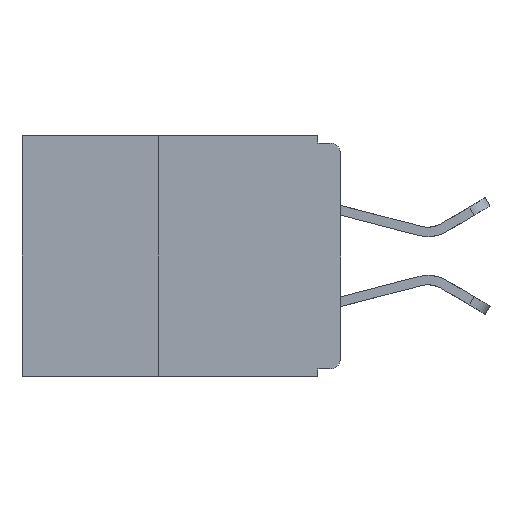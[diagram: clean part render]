
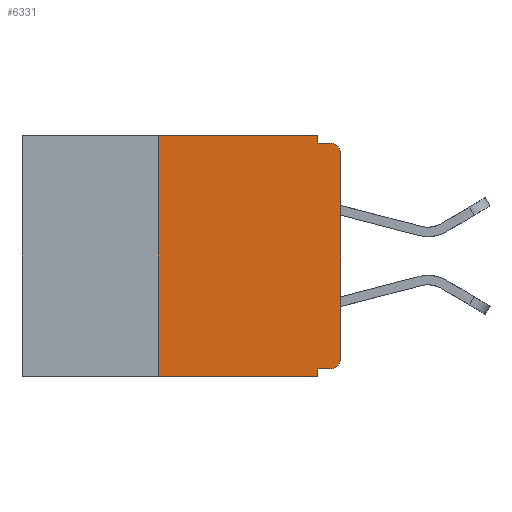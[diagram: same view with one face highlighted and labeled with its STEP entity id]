
A CAD part, left-side view. The second image highlights one B-rep face of the part: STEP entity #6331.
In plain terms, the highlighted planar face has unit normal (-1, 0, 0).
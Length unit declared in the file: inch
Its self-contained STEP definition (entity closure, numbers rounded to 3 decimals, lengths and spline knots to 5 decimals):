
#33 = DIRECTION ( 'NONE',  ( 0., 0., -1. ) ) ;
#34 = EDGE_CURVE ( 'NONE', #320, #11336, #9371, .T. ) ;
#169 = CARTESIAN_POINT ( 'NONE',  ( 0., 0.437, -0.33 ) ) ;
#320 = VERTEX_POINT ( 'NONE', #6466 ) ;
#554 = DIRECTION ( 'NONE',  ( -1., 0., 0. ) ) ;
#702 = CARTESIAN_POINT ( 'NONE',  ( 0., 0.015, -0.025 ) ) ;
#932 = VERTEX_POINT ( 'NONE', #4819 ) ;
#1071 = ORIENTED_EDGE ( 'NONE', *, *, #5760, .F. ) ;
#1734 = CARTESIAN_POINT ( 'NONE',  ( 0., 0., -0.32 ) ) ;
#1742 = EDGE_CURVE ( 'NONE', #5538, #932, #1749, .T. ) ;
#1749 = LINE ( 'NONE', #4524, #4676 ) ;
#1817 = AXIS2_PLACEMENT_3D ( 'NONE', #5517, #12155, #6461 ) ;
#1984 = VECTOR ( 'NONE', #3715, 39.37008 ) ;
#2463 = EDGE_CURVE ( 'NONE', #4451, #9716, #11553, .T. ) ;
#2810 = CARTESIAN_POINT ( 'NONE',  ( 0., 0.031, -0.01 ) ) ;
#3488 = AXIS2_PLACEMENT_3D ( 'NONE', #4500, #4469, #4456 ) ;
#3572 = VECTOR ( 'NONE', #8549, 39.37008 ) ;
#3715 = DIRECTION ( 'NONE',  ( 0., 0., -1. ) ) ;
#3723 = ORIENTED_EDGE ( 'NONE', *, *, #12365, .T. ) ;
#3854 = LINE ( 'NONE', #1734, #3572 ) ;
#3861 = CARTESIAN_POINT ( 'NONE',  ( 0., 0., 0. ) ) ;
#3910 = DIRECTION ( 'NONE',  ( 0., 0., 1. ) ) ;
#4313 = ORIENTED_EDGE ( 'NONE', *, *, #10176, .T. ) ;
#4348 = VERTEX_POINT ( 'NONE', #8961 ) ;
#4451 = VERTEX_POINT ( 'NONE', #11869 ) ;
#4456 = DIRECTION ( 'NONE',  ( 0., 0., -1. ) ) ;
#4469 = DIRECTION ( 'NONE',  ( 1., 0., 0. ) ) ;
#4500 = CARTESIAN_POINT ( 'NONE',  ( 0., 0.437, 0. ) ) ;
#4524 = CARTESIAN_POINT ( 'NONE',  ( 0., 0., -0.01 ) ) ;
#4655 = PLANE ( 'NONE',  #3488 ) ;
#4666 = DIRECTION ( 'NONE',  ( 0., -1., 0. ) ) ;
#4676 = VECTOR ( 'NONE', #4666, 39.37008 ) ;
#4770 = CARTESIAN_POINT ( 'NONE',  ( 0., 0.031, 0. ) ) ;
#4785 = EDGE_CURVE ( 'NONE', #5028, #932, #7260, .T. ) ;
#4819 = CARTESIAN_POINT ( 'NONE',  ( 0., 0.015, -0.01 ) ) ;
#4931 = LINE ( 'NONE', #10405, #1984 ) ;
#5028 = VERTEX_POINT ( 'NONE', #8888 ) ;
#5168 = LINE ( 'NONE', #3861, #9646 ) ;
#5216 = DIRECTION ( 'NONE',  ( 0., 0., -1. ) ) ;
#5232 = CARTESIAN_POINT ( 'NONE',  ( 0., 0.031, -0.33 ) ) ;
#5507 = EDGE_CURVE ( 'NONE', #8364, #5028, #5168, .T. ) ;
#5517 = CARTESIAN_POINT ( 'NONE',  ( 0., 0.015, -0.305 ) ) ;
#5538 = VERTEX_POINT ( 'NONE', #2810 ) ;
#5722 = ORIENTED_EDGE ( 'NONE', *, *, #1742, .F. ) ;
#5760 = EDGE_CURVE ( 'NONE', #5880, #4451, #6930, .T. ) ;
#5880 = VERTEX_POINT ( 'NONE', #9800 ) ;
#5905 = DIRECTION ( 'NONE',  ( 0., -1., 0. ) ) ;
#6078 = DIRECTION ( 'NONE',  ( 0., -1., 0. ) ) ;
#6331 = ADVANCED_FACE ( 'NONE', ( #9935 ), #4655, .F. ) ;
#6461 = DIRECTION ( 'NONE',  ( 0., 0., -1. ) ) ;
#6466 = CARTESIAN_POINT ( 'NONE',  ( 0., 0.031, -0.32 ) ) ;
#6808 = VECTOR ( 'NONE', #5216, 39.37008 ) ;
#6930 = LINE ( 'NONE', #11264, #11992 ) ;
#7003 = CARTESIAN_POINT ( 'NONE',  ( 0., 0.437, 0. ) ) ;
#7075 = CARTESIAN_POINT ( 'NONE',  ( 0., 0.031, -0.33 ) ) ;
#7260 = CIRCLE ( 'NONE', #8790, 0.015 ) ;
#7629 = ORIENTED_EDGE ( 'NONE', *, *, #5507, .T. ) ;
#7767 = EDGE_CURVE ( 'NONE', #4348, #320, #3854, .T. ) ;
#7926 = EDGE_LOOP ( 'NONE', ( #7629, #7949, #5722, #8249, #11075, #1071, #3723, #11374, #9145, #4313 ) ) ;
#7949 = ORIENTED_EDGE ( 'NONE', *, *, #4785, .T. ) ;
#7970 = LINE ( 'NONE', #169, #9919 ) ;
#8249 = ORIENTED_EDGE ( 'NONE', *, *, #9024, .F. ) ;
#8327 = CIRCLE ( 'NONE', #1817, 0.015 ) ;
#8364 = VERTEX_POINT ( 'NONE', #12254 ) ;
#8549 = DIRECTION ( 'NONE',  ( 0., 1., 0. ) ) ;
#8790 = AXIS2_PLACEMENT_3D ( 'NONE', #702, #554, #33 ) ;
#8888 = CARTESIAN_POINT ( 'NONE',  ( 0., 0., -0.025 ) ) ;
#8961 = CARTESIAN_POINT ( 'NONE',  ( 0., 0.015, -0.32 ) ) ;
#9024 = EDGE_CURVE ( 'NONE', #9716, #5538, #4931, .T. ) ;
#9031 = VECTOR ( 'NONE', #5905, 39.37008 ) ;
#9145 = ORIENTED_EDGE ( 'NONE', *, *, #7767, .F. ) ;
#9371 = LINE ( 'NONE', #7075, #6808 ) ;
#9646 = VECTOR ( 'NONE', #3910, 39.37008 ) ;
#9716 = VERTEX_POINT ( 'NONE', #4770 ) ;
#9800 = CARTESIAN_POINT ( 'NONE',  ( 0., 0.25, -0.33 ) ) ;
#9919 = VECTOR ( 'NONE', #6078, 39.37008 ) ;
#9935 = FACE_OUTER_BOUND ( 'NONE', #7926, .T. ) ;
#10176 = EDGE_CURVE ( 'NONE', #4348, #8364, #8327, .T. ) ;
#10405 = CARTESIAN_POINT ( 'NONE',  ( 0., 0.031, 0. ) ) ;
#11075 = ORIENTED_EDGE ( 'NONE', *, *, #2463, .F. ) ;
#11259 = DIRECTION ( 'NONE',  ( 0., 0., 1. ) ) ;
#11264 = CARTESIAN_POINT ( 'NONE',  ( 0., 0.25, -0.33 ) ) ;
#11336 = VERTEX_POINT ( 'NONE', #5232 ) ;
#11374 = ORIENTED_EDGE ( 'NONE', *, *, #34, .F. ) ;
#11553 = LINE ( 'NONE', #7003, #9031 ) ;
#11869 = CARTESIAN_POINT ( 'NONE',  ( 0., 0.25, 0. ) ) ;
#11992 = VECTOR ( 'NONE', #11259, 39.37008 ) ;
#12155 = DIRECTION ( 'NONE',  ( -1., 0., 0. ) ) ;
#12254 = CARTESIAN_POINT ( 'NONE',  ( 0., 0., -0.305 ) ) ;
#12365 = EDGE_CURVE ( 'NONE', #5880, #11336, #7970, .T. ) ;
